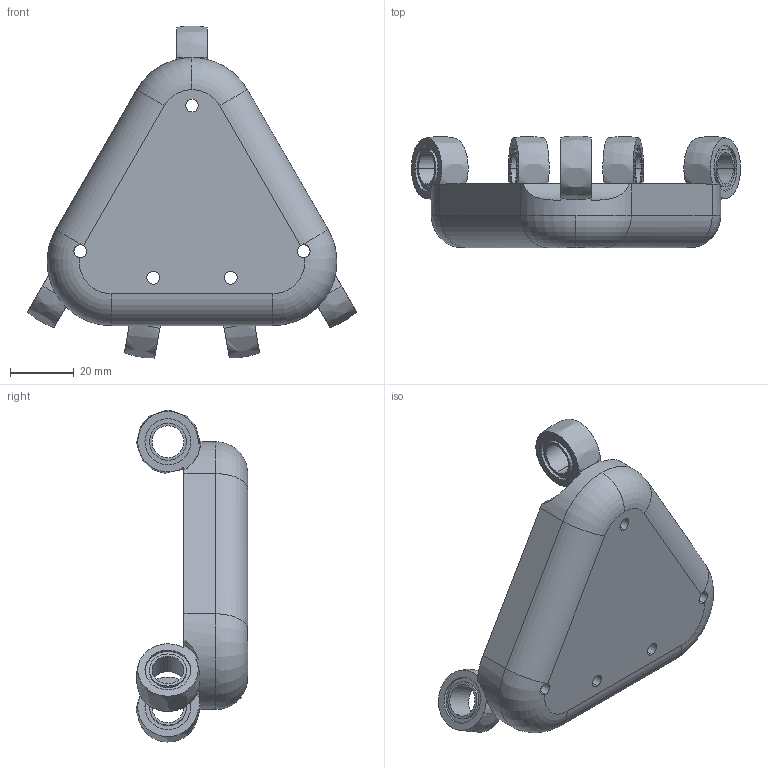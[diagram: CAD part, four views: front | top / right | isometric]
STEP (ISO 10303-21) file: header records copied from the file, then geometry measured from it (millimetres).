
FILE_DESCRIPTION (( 'STEP AP214' ), '1' );
FILE_NAME ('palm.STEP', '2023-03-20T21:37:19', ( '' ), ( '' ), 'SwSTEP 2.0', 'SolidWorks 2022', '' );
FILE_SCHEMA (( 'AUTOMOTIVE_DESIGN' ));
Length unit declared in the file: millimetre
Products named in the file (1): palm
Bounding box: 103.15 x 34.94 x 104.03 mm (x, y, z)
Volume: 103941.5 mm3; surface area: 23020.5 mm2
Topology: 1 solids, 1 shells, 352 faces, 907 edges, 603 vertices
Faces by surface type: plane 157, bspline 113, cylinder 78, torus 4
Entity records: 16495 total; most frequent: CARTESIAN_POINT 8513, ORIENTED_EDGE 1814, DIRECTION 1319, EDGE_CURVE 907, VERTEX_POINT 603, LINE 477, VECTOR 477, AXIS2_PLACEMENT_3D 421
